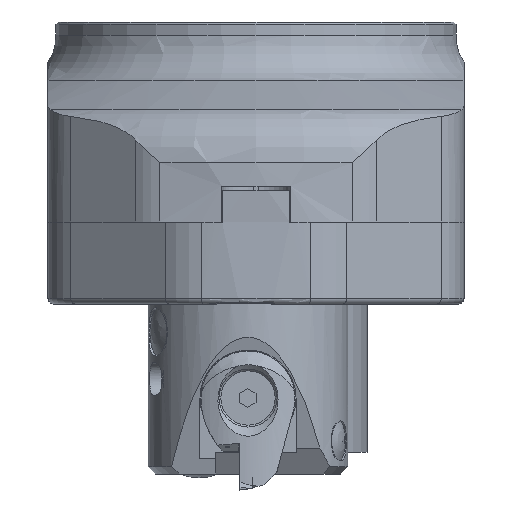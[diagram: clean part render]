
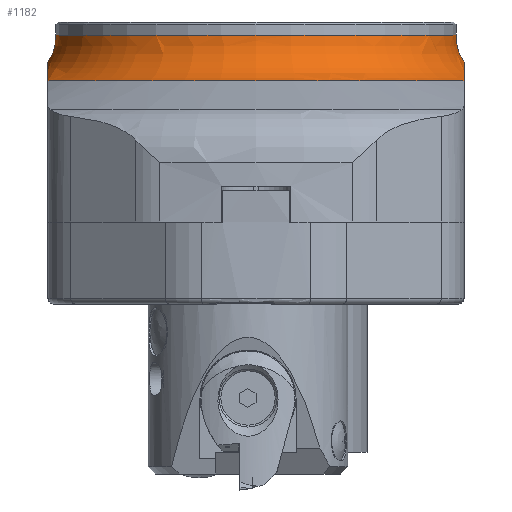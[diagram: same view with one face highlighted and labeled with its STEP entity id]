
A CAD part, left-side view. The second image highlights one B-rep face of the part: STEP entity #1182.
In plain terms, the highlighted toroidal (fillet/blend) face has major radius 62 mm and minor radius 12 mm.
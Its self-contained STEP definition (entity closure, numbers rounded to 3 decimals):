
#584=TOROIDAL_SURFACE('',#10814,62.,12.);
#606=B_SPLINE_CURVE_WITH_KNOTS('',3,(#14711,#14712,#14713,#14714,#14715,
#14716,#14717,#14718,#14719,#14720),.UNSPECIFIED.,.F.,.F.,(4,2,2,2,4),(0.,
0.25,0.5,0.75,1.),.UNSPECIFIED.);
#609=B_SPLINE_CURVE_WITH_KNOTS('',3,(#14745,#14746,#14747,#14748,#14749,
#14750,#14751,#14752,#14753,#14754),.UNSPECIFIED.,.F.,.F.,(4,2,2,2,4),(0.,
0.25,0.5,0.75,1.),.UNSPECIFIED.);
#1046=FACE_BOUND('',#2591,.T.);
#1047=FACE_BOUND('',#2592,.T.);
#1182=ADVANCED_FACE('',(#1046,#1047),#584,.F.);
#2591=EDGE_LOOP('',(#3679));
#2592=EDGE_LOOP('',(#3680,#3681,#3682,#3683));
#3243=CIRCLE('',#10809,58.292);
#3244=CIRCLE('',#10811,58.292);
#3245=CIRCLE('',#10813,50.);
#3679=ORIENTED_EDGE('',*,*,#7642,.F.);
#3680=ORIENTED_EDGE('',*,*,#7598,.F.);
#3681=ORIENTED_EDGE('',*,*,#7638,.F.);
#3682=ORIENTED_EDGE('',*,*,#7608,.F.);
#3683=ORIENTED_EDGE('',*,*,#7641,.F.);
#6593=VERTEX_POINT('',#14721);
#6594=VERTEX_POINT('',#14722);
#6601=VERTEX_POINT('',#14755);
#6602=VERTEX_POINT('',#14756);
#6623=VERTEX_POINT('',#14861);
#7598=EDGE_CURVE('',#6593,#6594,#606,.T.);
#7608=EDGE_CURVE('',#6601,#6602,#609,.T.);
#7638=EDGE_CURVE('',#6602,#6593,#3243,.T.);
#7641=EDGE_CURVE('',#6594,#6601,#3244,.T.);
#7642=EDGE_CURVE('',#6623,#6623,#3245,.T.);
#10809=AXIS2_PLACEMENT_3D('',#14848,#11916,#11917);
#10811=AXIS2_PLACEMENT_3D('',#14858,#11920,#11921);
#10813=AXIS2_PLACEMENT_3D('',#14860,#11924,#11925);
#10814=AXIS2_PLACEMENT_3D('',#14862,#11926,#11927);
#11916=DIRECTION('',(0.,0.,-1.));
#11917=DIRECTION('',(-1.,0.,0.));
#11920=DIRECTION('',(0.,0.,-1.));
#11921=DIRECTION('',(-1.,0.,0.));
#11924=DIRECTION('',(0.,0.,1.));
#11925=DIRECTION('',(-1.,0.,0.));
#11926=DIRECTION('',(0.,0.,-1.));
#11927=DIRECTION('',(-1.,0.,0.));
#14711=CARTESIAN_POINT('',(26.343,-52.,-14.694));
#14712=CARTESIAN_POINT('',(21.898,-52.,-14.042));
#14713=CARTESIAN_POINT('',(17.539,-52.,-12.933));
#14714=CARTESIAN_POINT('',(8.798,-52.,-10.85));
#14715=CARTESIAN_POINT('',(4.385,-52.,-9.898));
#14716=CARTESIAN_POINT('',(-4.639,-52.,-9.932));
#14717=CARTESIAN_POINT('',(-8.978,-52.,-10.891));
#14718=CARTESIAN_POINT('',(-17.631,-52.,-12.957));
#14719=CARTESIAN_POINT('',(-21.952,-52.,-14.049));
#14720=CARTESIAN_POINT('',(-26.343,-52.,-14.694));
#14721=CARTESIAN_POINT('',(26.343,-52.,-14.694));
#14722=CARTESIAN_POINT('',(-26.343,-52.,-14.694));
#14745=CARTESIAN_POINT('',(-26.343,52.,-14.694));
#14746=CARTESIAN_POINT('',(-21.898,52.,-14.042));
#14747=CARTESIAN_POINT('',(-17.539,52.,-12.933));
#14748=CARTESIAN_POINT('',(-8.798,52.,-10.85));
#14749=CARTESIAN_POINT('',(-4.385,52.,-9.898));
#14750=CARTESIAN_POINT('',(4.639,52.,-9.932));
#14751=CARTESIAN_POINT('',(8.978,52.,-10.891));
#14752=CARTESIAN_POINT('',(17.631,52.,-12.957));
#14753=CARTESIAN_POINT('',(21.952,52.,-14.049));
#14754=CARTESIAN_POINT('',(26.343,52.,-14.694));
#14755=CARTESIAN_POINT('',(-26.343,52.,-14.694));
#14756=CARTESIAN_POINT('',(26.343,52.,-14.694));
#14848=CARTESIAN_POINT('',(0.,0.,-14.694));
#14858=CARTESIAN_POINT('',(0.,0.,-14.694));
#14860=CARTESIAN_POINT('',(0.,0.,-3.281));
#14861=CARTESIAN_POINT('',(-50.,0.,-3.281));
#14862=CARTESIAN_POINT('',(0.,0.,-3.281));
